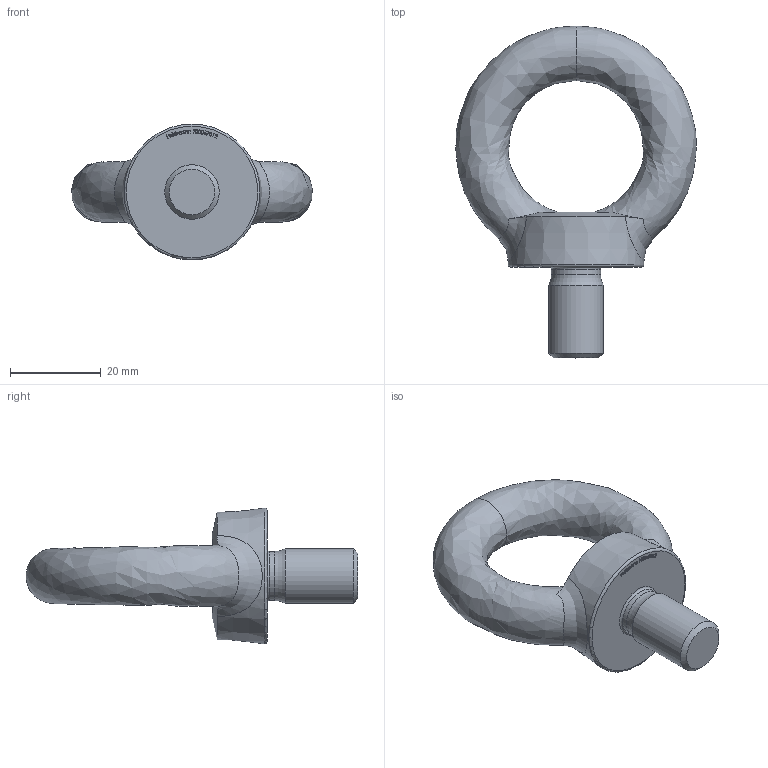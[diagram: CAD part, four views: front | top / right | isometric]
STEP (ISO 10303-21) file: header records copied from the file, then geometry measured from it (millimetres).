
FILE_DESCRIPTION (( 'STEP AP203' ), '1' );
FILE_NAME ('100067012.step', '2021-11-30T14:42:40', ( '' ), ( '' ), 'SwSTEP 2.0', 'SolidWorks 2018', '' );
FILE_SCHEMA (( 'CONFIG_CONTROL_DESIGN' ));
Length unit declared in the file: millimetre
Products named in the file (2): 100067012
Bounding box: 52.9 x 73 x 29.91 mm (x, y, z)
Volume: 22218 mm3; surface area: 6834 mm2
Topology: 1 solids, 1 shells, 221 faces, 582 edges, 388 vertices
Faces by surface type: plane 109, bspline 103, cone 4, torus 3, cylinder 2
Full cylindrical faces by diameter (mm): 10.8 x1, 12 x1
Entity records: 14291 total; most frequent: CARTESIAN_POINT 9447, ORIENTED_EDGE 1134, DIRECTION 608, EDGE_CURVE 567, VERTEX_POINT 381, LINE 342, VECTOR 342, EDGE_LOOP 256
